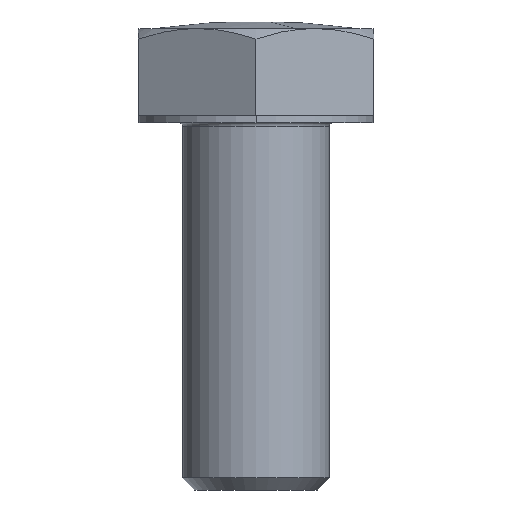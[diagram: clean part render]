
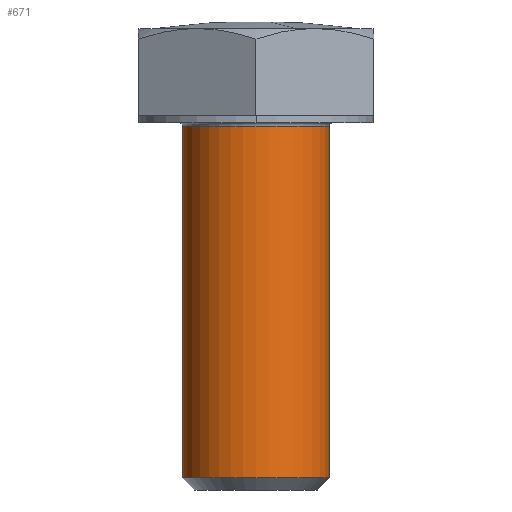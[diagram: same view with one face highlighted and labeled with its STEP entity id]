
A CAD part, front view. The second image highlights one B-rep face of the part: STEP entity #671.
In plain terms, the highlighted cylindrical face has radius 5 mm (diameter 10 mm), a partial arc.
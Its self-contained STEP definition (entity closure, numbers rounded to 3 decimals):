
#25 = EDGE_LOOP ( 'NONE', ( #1002, #967, #1324, #228 ) ) ;
#47 = AXIS2_PLACEMENT_3D ( 'NONE', #1146, #523, #922 ) ;
#74 = DIRECTION ( 'NONE',  ( 1., 0., 0. ) ) ;
#161 = DIRECTION ( 'NONE',  ( 0., 0., 1. ) ) ;
#181 = CARTESIAN_POINT ( 'NONE',  ( 5., 0., -6.65 ) ) ;
#224 = LINE ( 'NONE', #477, #1380 ) ;
#228 = ORIENTED_EDGE ( 'NONE', *, *, #605, .T. ) ;
#400 = DIRECTION ( 'NONE',  ( 1., 0., 0. ) ) ;
#457 = EDGE_CURVE ( 'NONE', #1374, #1289, #1274, .T. ) ;
#477 = CARTESIAN_POINT ( 'NONE',  ( 5., 0., -6.4 ) ) ;
#491 = VERTEX_POINT ( 'NONE', #1070 ) ;
#523 = DIRECTION ( 'NONE',  ( 0., 0., -1. ) ) ;
#553 = AXIS2_PLACEMENT_3D ( 'NONE', #571, #161, #400 ) ;
#571 = CARTESIAN_POINT ( 'NONE',  ( 0., 0., -30.572 ) ) ;
#605 = EDGE_CURVE ( 'NONE', #1248, #491, #964, .T. ) ;
#671 = ADVANCED_FACE ( 'NONE', ( #1428 ), #1142, .T. ) ;
#811 = AXIS2_PLACEMENT_3D ( 'NONE', #895, #856, #74 ) ;
#828 = VECTOR ( 'NONE', #1313, 1000. ) ;
#856 = DIRECTION ( 'NONE',  ( 0., 0., 1. ) ) ;
#895 = CARTESIAN_POINT ( 'NONE',  ( 0., 0., -6.4 ) ) ;
#922 = DIRECTION ( 'NONE',  ( 1., 0., 0. ) ) ;
#964 = CIRCLE ( 'NONE', #47, 5. ) ;
#967 = ORIENTED_EDGE ( 'NONE', *, *, #457, .T. ) ;
#1002 = ORIENTED_EDGE ( 'NONE', *, *, #1283, .F. ) ;
#1006 = CARTESIAN_POINT ( 'NONE',  ( -5., 0., -30.572 ) ) ;
#1070 = CARTESIAN_POINT ( 'NONE',  ( -5., 0., -6.65 ) ) ;
#1117 = CARTESIAN_POINT ( 'NONE',  ( 5., 0., -30.572 ) ) ;
#1142 = CYLINDRICAL_SURFACE ( 'NONE', #811, 5. ) ;
#1146 = CARTESIAN_POINT ( 'NONE',  ( 0., 0., -6.65 ) ) ;
#1216 = DIRECTION ( 'NONE',  ( 0., 0., 1. ) ) ;
#1248 = VERTEX_POINT ( 'NONE', #181 ) ;
#1274 = CIRCLE ( 'NONE', #553, 5. ) ;
#1283 = EDGE_CURVE ( 'NONE', #1374, #491, #1451, .T. ) ;
#1289 = VERTEX_POINT ( 'NONE', #1117 ) ;
#1302 = EDGE_CURVE ( 'NONE', #1289, #1248, #224, .T. ) ;
#1313 = DIRECTION ( 'NONE',  ( 0., 0., 1. ) ) ;
#1324 = ORIENTED_EDGE ( 'NONE', *, *, #1302, .T. ) ;
#1374 = VERTEX_POINT ( 'NONE', #1006 ) ;
#1380 = VECTOR ( 'NONE', #1216, 1000. ) ;
#1428 = FACE_OUTER_BOUND ( 'NONE', #25, .T. ) ;
#1436 = CARTESIAN_POINT ( 'NONE',  ( -5., 0., -6.4 ) ) ;
#1451 = LINE ( 'NONE', #1436, #828 ) ;
